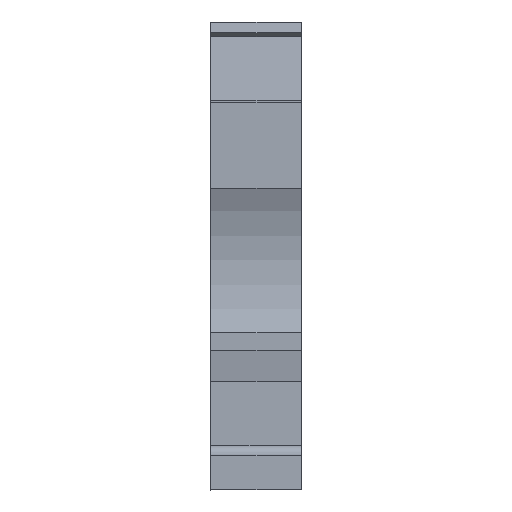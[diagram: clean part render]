
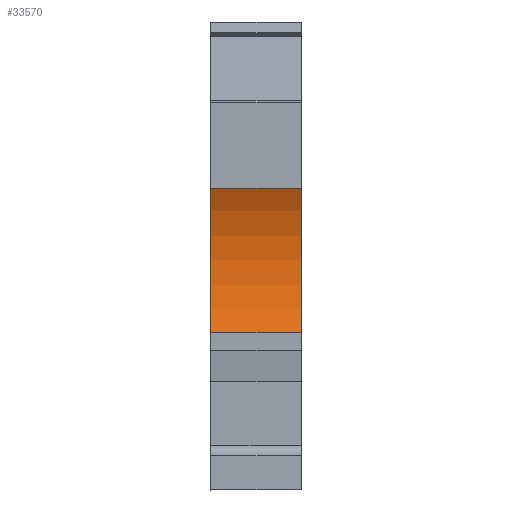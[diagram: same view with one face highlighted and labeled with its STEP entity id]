
A CAD part, front view. The second image highlights one B-rep face of the part: STEP entity #33570.
In plain terms, the highlighted cylindrical face has radius 15 mm (diameter 30 mm), a partial arc.
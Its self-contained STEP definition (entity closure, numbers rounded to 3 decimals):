
#4390=CARTESIAN_POINT('',(-28.218,-17.2,
45.52));
#4400=VERTEX_POINT('',#4390);
#4430=CARTESIAN_POINT('',(-41.736,-23.7,
45.52));
#4440=DIRECTION('',(0.,0.,1.));
#4450=DIRECTION('',(1.,0.,0.));
#4460=AXIS2_PLACEMENT_3D('',#4430,#4440,#4450);
#4470=CIRCLE('',#4460,15.);
#4480=CARTESIAN_POINT('',(-28.218,-30.2,
45.52));
#4490=VERTEX_POINT('',#4480);
#4500=EDGE_CURVE('',#4490,#4400,#4470,.T.);
#13860=CARTESIAN_POINT('',(-28.218,-30.2,
53.67));
#13870=VERTEX_POINT('',#13860);
#13900=CARTESIAN_POINT('',(-41.736,-23.7,
53.67));
#13910=DIRECTION('',(0.,0.,1.));
#13920=DIRECTION('',(1.,0.,0.));
#13930=AXIS2_PLACEMENT_3D('',#13900,#13910,#13920);
#13940=CIRCLE('',#13930,15.);
#13950=CARTESIAN_POINT('',(-28.218,-17.2,
53.67));
#13960=VERTEX_POINT('',#13950);
#13970=EDGE_CURVE('',#13870,#13960,#13940,.T.);
#19350=CARTESIAN_POINT('',(-28.218,-17.2,
45.52));
#19360=DIRECTION('',(0.,0.,1.));
#19370=VECTOR('',#19360,1.);
#19380=LINE('',#19350,#19370);
#19390=EDGE_CURVE('',#4400,#13960,#19380,.T.);
#33410=CARTESIAN_POINT('',(-41.736,-23.7,
45.52));
#33420=DIRECTION('',(0.,0.,1.));
#33430=DIRECTION('',(1.,0.,0.));
#33440=AXIS2_PLACEMENT_3D('',#33410,#33420,#33430);
#33450=CYLINDRICAL_SURFACE('',#33440,15.);
#33460=ORIENTED_EDGE('',*,*,#4500,.F.);
#33470=ORIENTED_EDGE('',*,*,#19390,.F.);
#33480=ORIENTED_EDGE('',*,*,#13970,.T.);
#33490=CARTESIAN_POINT('',(-28.218,-30.2,
45.52));
#33500=DIRECTION('',(0.,0.,1.));
#33510=VECTOR('',#33500,1.);
#33520=LINE('',#33490,#33510);
#33530=EDGE_CURVE('',#4490,#13870,#33520,.T.);
#33540=ORIENTED_EDGE('',*,*,#33530,.T.);
#33550=EDGE_LOOP('',(#33540,#33480,#33470,#33460));
#33560=FACE_OUTER_BOUND('',#33550,.T.);
#33570=ADVANCED_FACE('',(#33560),#33450,.F.);
